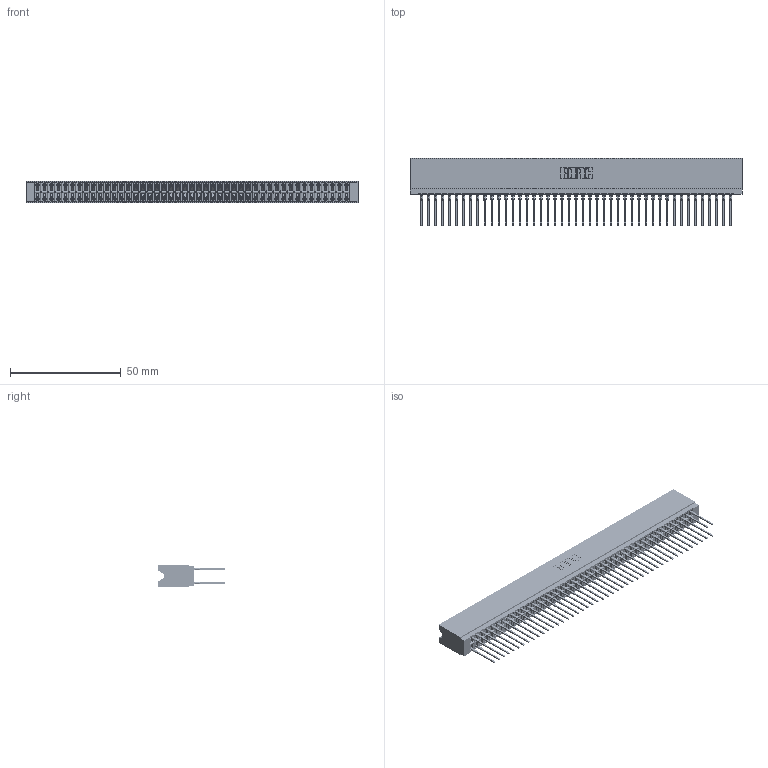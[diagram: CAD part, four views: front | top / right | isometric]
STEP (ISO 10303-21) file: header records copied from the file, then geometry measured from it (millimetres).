
FILE_DESCRIPTION (( 'STEP AP203' ), '1' );
FILE_NAME ('746-090-540-206.STEP', '2026-03-04T20:17:43', ( '' ), ( '' ), 'SwSTEP 2.0', 'SolidWorks 2023', '' );
FILE_SCHEMA (( 'CONFIG_CONTROL_DESIGN' ));
Length unit declared in the file: millimetre
Products named in the file (3): 746-090-540-206; 746 Part_.515 Slot Depth - 06; 746-292-001_540
Assembly tree (91 placements, depth 2):
  746-090-540-206
    746 Part_.515 Slot Depth - 06
    746-292-001_540  x90
Bounding box: 150.11 x 30.59 x 9.91 mm (x, y, z)
Volume: 16325.5 mm3; surface area: 27547.4 mm2
Topology: 91 solids, 91 shells, 8153 faces, 22405 edges, 14260 vertices
Faces by surface type: plane 4196, bspline 1800, cylinder 1617, torus 540
Entity records: 69035 total; most frequent: CARTESIAN_POINT 13698, ORIENTED_EDGE 11880, DIRECTION 9914, EDGE_CURVE 5940, LINE 5306, VECTOR 5306, VERTEX_POINT 3936, AXIS2_PLACEMENT_3D 2304
